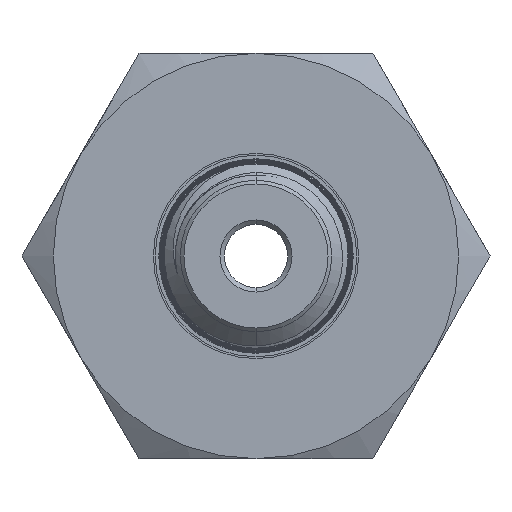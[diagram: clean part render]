
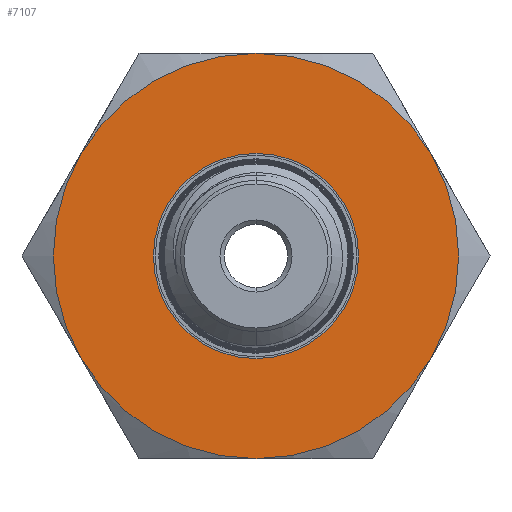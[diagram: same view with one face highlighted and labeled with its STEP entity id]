
A CAD part, left-side view. The second image highlights one B-rep face of the part: STEP entity #7107.
In plain terms, the highlighted planar face has unit normal (-1, 0, 0).
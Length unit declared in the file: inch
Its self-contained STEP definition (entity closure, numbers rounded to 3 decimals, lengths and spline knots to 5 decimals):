
#63 = DIRECTION ( 'NONE',  ( 1., 0., 0. ) ) ;
#794 = AXIS2_PLACEMENT_3D ( 'NONE', #2729, #7078, #15500 ) ;
#1132 = EDGE_CURVE ( 'NONE', #11357, #15721, #14469, .T. ) ;
#1819 = EDGE_CURVE ( 'NONE', #1931, #11357, #7071, .T. ) ;
#1931 = VERTEX_POINT ( 'NONE', #8613 ) ;
#2333 = CARTESIAN_POINT ( 'NONE',  ( -0.9445, 0., 0.28475 ) ) ;
#2429 = CIRCLE ( 'NONE', #13613, 0.5625 ) ;
#2729 = CARTESIAN_POINT ( 'NONE',  ( -0.9445, 0.28475, 0. ) ) ;
#2863 = VERTEX_POINT ( 'NONE', #11623 ) ;
#2867 = ORIENTED_EDGE ( 'NONE', *, *, #13643, .T. ) ;
#3071 = DIRECTION ( 'NONE',  ( 0., 0., -1. ) ) ;
#3259 = DIRECTION ( 'NONE',  ( 1., 0., 0. ) ) ;
#3334 = CIRCLE ( 'NONE', #4370, 0.5625 ) ;
#4037 = DIRECTION ( 'NONE',  ( 1., 0., 0. ) ) ;
#4102 = DIRECTION ( 'NONE',  ( 0., 0., -1. ) ) ;
#4138 = CIRCLE ( 'NONE', #7341, 0.28475 ) ;
#4147 = CARTESIAN_POINT ( 'NONE',  ( -0.9445, -0.48714, -0.28125 ) ) ;
#4258 = ORIENTED_EDGE ( 'NONE', *, *, #1819, .F. ) ;
#4286 = DIRECTION ( 'NONE',  ( 0., 0., -1. ) ) ;
#4324 = DIRECTION ( 'NONE',  ( 1., 0., 0. ) ) ;
#4356 = AXIS2_PLACEMENT_3D ( 'NONE', #16978, #63, #4286 ) ;
#4370 = AXIS2_PLACEMENT_3D ( 'NONE', #6856, #11267, #16988 ) ;
#4381 = DIRECTION ( 'NONE',  ( 0., 0., -1. ) ) ;
#4517 = VERTEX_POINT ( 'NONE', #4147 ) ;
#4595 = ORIENTED_EDGE ( 'NONE', *, *, #7087, .F. ) ;
#4763 = CARTESIAN_POINT ( 'NONE',  ( -0.9445, 0., -0.28475 ) ) ;
#4883 = ORIENTED_EDGE ( 'NONE', *, *, #16667, .F. ) ;
#4952 = EDGE_LOOP ( 'NONE', ( #2867, #14711 ) ) ;
#5136 = DIRECTION ( 'NONE',  ( 1., 0., 0. ) ) ;
#5374 = EDGE_LOOP ( 'NONE', ( #4883, #5722, #5950, #4595, #16605, #4258 ) ) ;
#5409 = DIRECTION ( 'NONE',  ( 0., 0., -1. ) ) ;
#5722 = ORIENTED_EDGE ( 'NONE', *, *, #16066, .F. ) ;
#5950 = ORIENTED_EDGE ( 'NONE', *, *, #9797, .F. ) ;
#6628 = VERTEX_POINT ( 'NONE', #7508 ) ;
#6803 = CIRCLE ( 'NONE', #10699, 0.28475 ) ;
#6856 = CARTESIAN_POINT ( 'NONE',  ( -0.9445, 0., 0. ) ) ;
#7071 = CIRCLE ( 'NONE', #10456, 0.5625 ) ;
#7078 = DIRECTION ( 'NONE',  ( -1., 0., 0. ) ) ;
#7087 = EDGE_CURVE ( 'NONE', #15721, #6628, #13745, .T. ) ;
#7107 = ADVANCED_FACE ( 'NONE', ( #9461, #11747 ), #11306, .T. ) ;
#7341 = AXIS2_PLACEMENT_3D ( 'NONE', #12418, #5136, #8116 ) ;
#7424 = CARTESIAN_POINT ( 'NONE',  ( -0.9445, 0., 0. ) ) ;
#7444 = AXIS2_PLACEMENT_3D ( 'NONE', #16973, #8452, #4102 ) ;
#7508 = CARTESIAN_POINT ( 'NONE',  ( -0.9445, -0.48714, 0.28125 ) ) ;
#7678 = DIRECTION ( 'NONE',  ( 0., 0., -1. ) ) ;
#8116 = DIRECTION ( 'NONE',  ( 0., 0., -1. ) ) ;
#8349 = EDGE_CURVE ( 'NONE', #18151, #9340, #6803, .T. ) ;
#8452 = DIRECTION ( 'NONE',  ( 1., 0., 0. ) ) ;
#8613 = CARTESIAN_POINT ( 'NONE',  ( -0.9445, 0.48714, -0.28125 ) ) ;
#8916 = DIRECTION ( 'NONE',  ( 1., 0., 0. ) ) ;
#9340 = VERTEX_POINT ( 'NONE', #4763 ) ;
#9461 = FACE_BOUND ( 'NONE', #4952, .T. ) ;
#9797 = EDGE_CURVE ( 'NONE', #6628, #4517, #17601, .T. ) ;
#10456 = AXIS2_PLACEMENT_3D ( 'NONE', #15714, #4324, #4381 ) ;
#10699 = AXIS2_PLACEMENT_3D ( 'NONE', #13524, #3259, #7678 ) ;
#11267 = DIRECTION ( 'NONE',  ( 1., 0., 0. ) ) ;
#11306 = PLANE ( 'NONE',  #794 ) ;
#11357 = VERTEX_POINT ( 'NONE', #17850 ) ;
#11623 = CARTESIAN_POINT ( 'NONE',  ( -0.9445, 0., -0.5625 ) ) ;
#11747 = FACE_OUTER_BOUND ( 'NONE', #5374, .T. ) ;
#12186 = CARTESIAN_POINT ( 'NONE',  ( -0.9445, 0., 0.5625 ) ) ;
#12418 = CARTESIAN_POINT ( 'NONE',  ( -0.9445, 0., 0. ) ) ;
#13524 = CARTESIAN_POINT ( 'NONE',  ( -0.9445, 0., 0. ) ) ;
#13613 = AXIS2_PLACEMENT_3D ( 'NONE', #16797, #4037, #5409 ) ;
#13643 = EDGE_CURVE ( 'NONE', #9340, #18151, #4138, .T. ) ;
#13745 = CIRCLE ( 'NONE', #7444, 0.5625 ) ;
#14469 = CIRCLE ( 'NONE', #4356, 0.5625 ) ;
#14711 = ORIENTED_EDGE ( 'NONE', *, *, #8349, .T. ) ;
#15500 = DIRECTION ( 'NONE',  ( 0., 0., 1. ) ) ;
#15517 = AXIS2_PLACEMENT_3D ( 'NONE', #7424, #8916, #3071 ) ;
#15714 = CARTESIAN_POINT ( 'NONE',  ( -0.9445, 0., 0. ) ) ;
#15721 = VERTEX_POINT ( 'NONE', #12186 ) ;
#16066 = EDGE_CURVE ( 'NONE', #4517, #2863, #3334, .T. ) ;
#16605 = ORIENTED_EDGE ( 'NONE', *, *, #1132, .F. ) ;
#16667 = EDGE_CURVE ( 'NONE', #2863, #1931, #2429, .T. ) ;
#16797 = CARTESIAN_POINT ( 'NONE',  ( -0.9445, 0., 0. ) ) ;
#16973 = CARTESIAN_POINT ( 'NONE',  ( -0.9445, 0., 0. ) ) ;
#16978 = CARTESIAN_POINT ( 'NONE',  ( -0.9445, 0., 0. ) ) ;
#16988 = DIRECTION ( 'NONE',  ( 0., 0., -1. ) ) ;
#17601 = CIRCLE ( 'NONE', #15517, 0.5625 ) ;
#17850 = CARTESIAN_POINT ( 'NONE',  ( -0.9445, 0.48714, 0.28125 ) ) ;
#18151 = VERTEX_POINT ( 'NONE', #2333 ) ;
